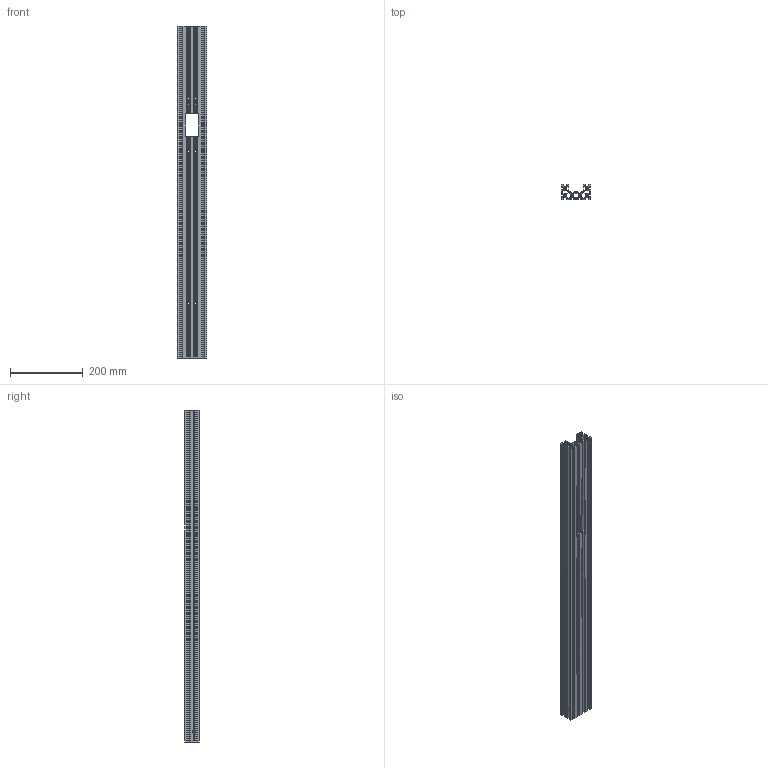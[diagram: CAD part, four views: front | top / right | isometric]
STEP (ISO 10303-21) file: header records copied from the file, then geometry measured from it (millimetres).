
FILE_DESCRIPTION(/* description */ (''),/* implementation_level */ '2;1');
FILE_NAME(/* name */ '1x C-beam 2 v3.step',/* time_stamp */ '2019-04-11T23:56:16-04:00',/* author */ ('racenviperW4DWP'),/* organization */ (''),/* preprocessor_version */ 'ST-DEVELOPER v17.2',/* originating_system */ 'Autodesk Translation Framework v7.6.0.251',/* authorisation */ '');
FILE_SCHEMA (('AUTOMOTIVE_DESIGN { 1 0 10303 214 3 1 1 }'));
Length unit declared in the file: millimetre
Products named in the file (1): 1x C-beam 2
Bounding box: 80 x 40 x 914 mm (x, y, z)
Volume: 715219.1 mm3; surface area: 749872.8 mm2
Topology: 1 solids, 1 shells, 522 faces, 1645 edges, 1099 vertices
Faces by surface type: plane 492, cylinder 30
Full cylindrical faces by diameter (mm): 4.6 x14, 5.445 x1, 5.482 x1, 5.959 x1, 5.969 x1, 5.984 x1, 5.991 x1, 9.994 x2
Entity records: 18723 total; most frequent: CARTESIAN_POINT 3808, ORIENTED_EDGE 3290, DIRECTION 2880, EDGE_CURVE 1645, LINE 1422, VECTOR 1422, VERTEX_POINT 1099, AXIS2_PLACEMENT_3D 729
